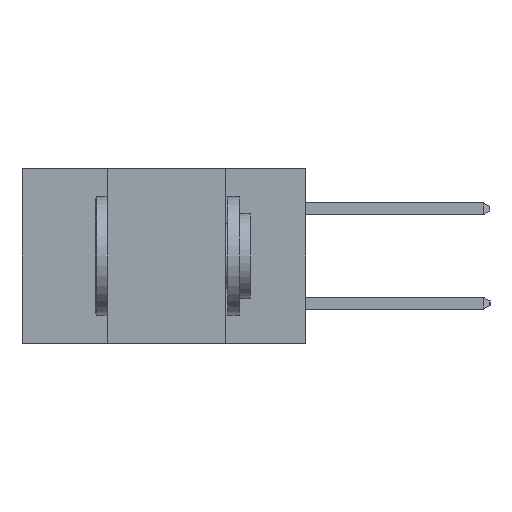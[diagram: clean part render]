
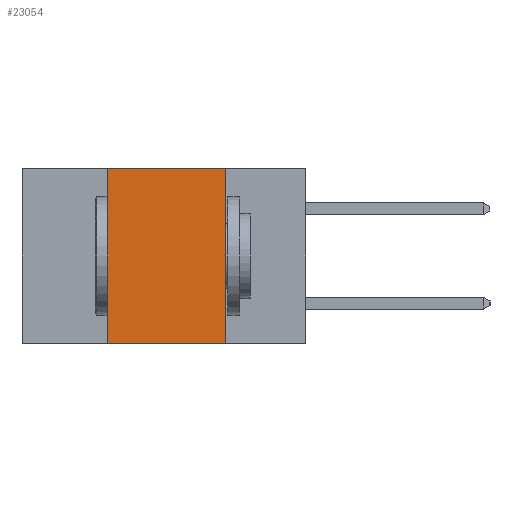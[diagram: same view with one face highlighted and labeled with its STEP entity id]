
A CAD part, left-side view. The second image highlights one B-rep face of the part: STEP entity #23054.
In plain terms, the highlighted planar face has unit normal (-1, 0, 0).
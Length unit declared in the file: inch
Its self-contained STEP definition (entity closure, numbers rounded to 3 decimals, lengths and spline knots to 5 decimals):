
#296 = LINE ( 'NONE', #17691, #4997 ) ;
#1582 = ORIENTED_EDGE ( 'NONE', *, *, #15360, .F. ) ;
#2098 = PLANE ( 'NONE',  #17809 ) ;
#2565 = VECTOR ( 'NONE', #6945, 39.37008 ) ;
#2944 = CARTESIAN_POINT ( 'NONE',  ( 0., 0.6, 0. ) ) ;
#3230 = VERTEX_POINT ( 'NONE', #12017 ) ;
#4997 = VECTOR ( 'NONE', #13665, 39.37008 ) ;
#6124 = CARTESIAN_POINT ( 'NONE',  ( 0., 0.6, 0. ) ) ;
#6862 = ORIENTED_EDGE ( 'NONE', *, *, #11975, .F. ) ;
#6945 = DIRECTION ( 'NONE',  ( 0., 0., -1. ) ) ;
#8053 = VERTEX_POINT ( 'NONE', #23541 ) ;
#8185 = DIRECTION ( 'NONE',  ( 0., 0., -1. ) ) ;
#8901 = CARTESIAN_POINT ( 'NONE',  ( 0., 0.17, -0.37 ) ) ;
#8992 = EDGE_LOOP ( 'NONE', ( #14326, #6862, #1582, #9649 ) ) ;
#9089 = DIRECTION ( 'NONE',  ( 0., -1., 0. ) ) ;
#9649 = ORIENTED_EDGE ( 'NONE', *, *, #18030, .T. ) ;
#10410 = CARTESIAN_POINT ( 'NONE',  ( 0., 0.42, -0.37 ) ) ;
#11735 = FACE_OUTER_BOUND ( 'NONE', #8992, .T. ) ;
#11975 = EDGE_CURVE ( 'NONE', #3230, #22240, #23178, .T. ) ;
#12017 = CARTESIAN_POINT ( 'NONE',  ( 0., 0.42, 0. ) ) ;
#13359 = LINE ( 'NONE', #8901, #2565 ) ;
#13665 = DIRECTION ( 'NONE',  ( 0., -1., 0. ) ) ;
#13942 = DIRECTION ( 'NONE',  ( 0., 0., 1. ) ) ;
#14326 = ORIENTED_EDGE ( 'NONE', *, *, #22766, .F. ) ;
#15360 = EDGE_CURVE ( 'NONE', #15542, #3230, #21814, .T. ) ;
#15542 = VERTEX_POINT ( 'NONE', #10410 ) ;
#17557 = CARTESIAN_POINT ( 'NONE',  ( 0., 0.17, 0. ) ) ;
#17691 = CARTESIAN_POINT ( 'NONE',  ( 0., 0.6, -0.37 ) ) ;
#17809 = AXIS2_PLACEMENT_3D ( 'NONE', #6124, #20188, #8185 ) ;
#17879 = CARTESIAN_POINT ( 'NONE',  ( 0., 0.42, -0.37 ) ) ;
#17988 = VECTOR ( 'NONE', #9089, 39.37008 ) ;
#18030 = EDGE_CURVE ( 'NONE', #15542, #8053, #296, .T. ) ;
#20188 = DIRECTION ( 'NONE',  ( 1., 0., 0. ) ) ;
#21227 = VECTOR ( 'NONE', #13942, 39.37008 ) ;
#21814 = LINE ( 'NONE', #17879, #21227 ) ;
#22240 = VERTEX_POINT ( 'NONE', #17557 ) ;
#22766 = EDGE_CURVE ( 'NONE', #22240, #8053, #13359, .T. ) ;
#23054 = ADVANCED_FACE ( 'NONE', ( #11735 ), #2098, .F. ) ;
#23178 = LINE ( 'NONE', #2944, #17988 ) ;
#23541 = CARTESIAN_POINT ( 'NONE',  ( 0., 0.17, -0.37 ) ) ;
